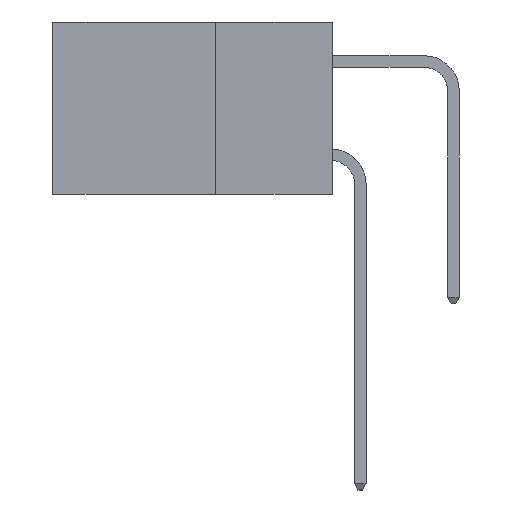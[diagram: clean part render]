
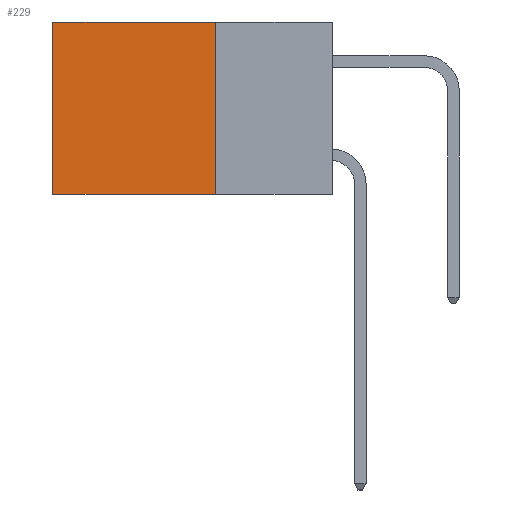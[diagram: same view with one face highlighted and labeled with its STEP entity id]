
A CAD part, left-side view. The second image highlights one B-rep face of the part: STEP entity #229.
In plain terms, the highlighted planar face has unit normal (-1, 0, 0).
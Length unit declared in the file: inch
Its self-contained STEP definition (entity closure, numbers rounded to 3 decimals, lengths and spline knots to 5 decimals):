
#229 = ADVANCED_FACE ( 'NONE', ( #11638 ), #14059, .F. ) ;
#2059 = VERTEX_POINT ( 'NONE', #4002 ) ;
#3280 = EDGE_LOOP ( 'NONE', ( #4759, #14046, #5254, #3798 ) ) ;
#3430 = VECTOR ( 'NONE', #4132, 39.37008 ) ;
#3516 = DIRECTION ( 'NONE',  ( 0., 0., -1. ) ) ;
#3602 = DIRECTION ( 'NONE',  ( 1., 0., 0. ) ) ;
#3798 = ORIENTED_EDGE ( 'NONE', *, *, #4667, .T. ) ;
#4002 = CARTESIAN_POINT ( 'NONE',  ( 0.2615, 0.25, 0. ) ) ;
#4066 = VECTOR ( 'NONE', #5519, 39.37008 ) ;
#4132 = DIRECTION ( 'NONE',  ( 0., 1., 0. ) ) ;
#4352 = CARTESIAN_POINT ( 'NONE',  ( 0.2615, 0.25, -0.37 ) ) ;
#4667 = EDGE_CURVE ( 'NONE', #2059, #7636, #6723, .T. ) ;
#4759 = ORIENTED_EDGE ( 'NONE', *, *, #15505, .T. ) ;
#5254 = ORIENTED_EDGE ( 'NONE', *, *, #7172, .F. ) ;
#5519 = DIRECTION ( 'NONE',  ( 0., 1., 0. ) ) ;
#5541 = CARTESIAN_POINT ( 'NONE',  ( 0.2615, 0.25, 0. ) ) ;
#5890 = CARTESIAN_POINT ( 'NONE',  ( 0.2615, 0.6, -0.37 ) ) ;
#6117 = CARTESIAN_POINT ( 'NONE',  ( 0.2615, 0.6, 0. ) ) ;
#6723 = LINE ( 'NONE', #5541, #4066 ) ;
#6915 = LINE ( 'NONE', #4352, #3430 ) ;
#7172 = EDGE_CURVE ( 'NONE', #2059, #13888, #15196, .T. ) ;
#7636 = VERTEX_POINT ( 'NONE', #6117 ) ;
#8531 = AXIS2_PLACEMENT_3D ( 'NONE', #14040, #3602, #3516 ) ;
#9571 = VECTOR ( 'NONE', #15095, 39.37008 ) ;
#9691 = CARTESIAN_POINT ( 'NONE',  ( 0.2615, 0.25, -0.37 ) ) ;
#9727 = DIRECTION ( 'NONE',  ( 0., 0., -1. ) ) ;
#10801 = CARTESIAN_POINT ( 'NONE',  ( 0.2615, 0.6, -0.37 ) ) ;
#11302 = VERTEX_POINT ( 'NONE', #10801 ) ;
#11309 = VECTOR ( 'NONE', #9727, 39.37008 ) ;
#11638 = FACE_OUTER_BOUND ( 'NONE', #3280, .T. ) ;
#11696 = CARTESIAN_POINT ( 'NONE',  ( 0.2615, 0.25, -0.37 ) ) ;
#12078 = EDGE_CURVE ( 'NONE', #13888, #11302, #6915, .T. ) ;
#13442 = LINE ( 'NONE', #5890, #9571 ) ;
#13888 = VERTEX_POINT ( 'NONE', #11696 ) ;
#14040 = CARTESIAN_POINT ( 'NONE',  ( 0.2615, 0.25, -0.37 ) ) ;
#14046 = ORIENTED_EDGE ( 'NONE', *, *, #12078, .F. ) ;
#14059 = PLANE ( 'NONE',  #8531 ) ;
#15095 = DIRECTION ( 'NONE',  ( 0., 0., -1. ) ) ;
#15196 = LINE ( 'NONE', #9691, #11309 ) ;
#15505 = EDGE_CURVE ( 'NONE', #7636, #11302, #13442, .T. ) ;
